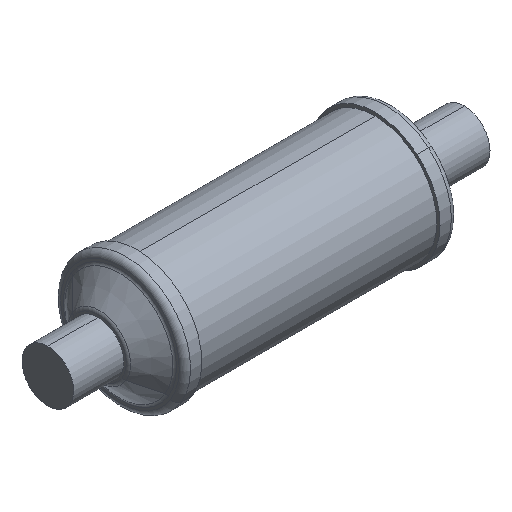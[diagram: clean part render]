
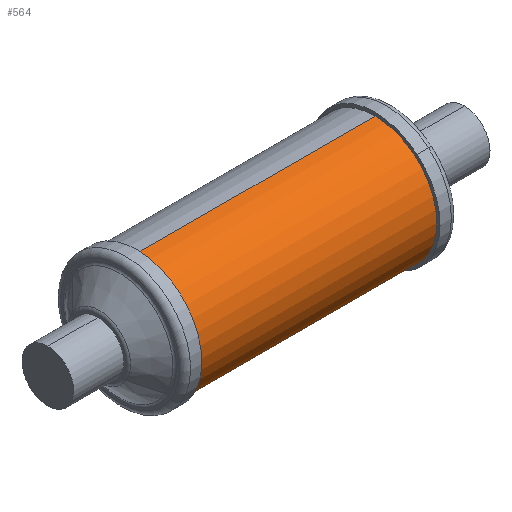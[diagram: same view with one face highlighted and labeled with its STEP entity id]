
A CAD part, isometric view. The second image highlights one B-rep face of the part: STEP entity #564.
In plain terms, the highlighted cylindrical face has radius 38.1 mm (diameter 76.2 mm), a partial arc.
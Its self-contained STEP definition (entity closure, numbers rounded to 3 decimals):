
#12 = ORIENTED_EDGE ( 'NONE', *, *, #361, .T. ) ;
#19 = DIRECTION ( 'NONE',  ( 0., 0., 1. ) ) ;
#84 = CARTESIAN_POINT ( 'NONE',  ( -74., 0., 0. ) ) ;
#121 = VERTEX_POINT ( 'NONE', #395 ) ;
#148 = VERTEX_POINT ( 'NONE', #313 ) ;
#158 = CARTESIAN_POINT ( 'NONE',  ( 82., 0., 38.1 ) ) ;
#171 = CARTESIAN_POINT ( 'NONE',  ( 73., 0., -38.1 ) ) ;
#196 = CARTESIAN_POINT ( 'NONE',  ( -74., 0., 38.1 ) ) ;
#205 = VERTEX_POINT ( 'NONE', #196 ) ;
#207 = DIRECTION ( 'NONE',  ( -1., 0., 0. ) ) ;
#214 = EDGE_CURVE ( 'NONE', #657, #148, #500, .T. ) ;
#259 = VECTOR ( 'NONE', #574, 1000. ) ;
#283 = DIRECTION ( 'NONE',  ( 0., 0., 1. ) ) ;
#286 = EDGE_CURVE ( 'NONE', #148, #205, #727, .T. ) ;
#289 = CIRCLE ( 'NONE', #834, 38.1 ) ;
#313 = CARTESIAN_POINT ( 'NONE',  ( -74., 0., -38.1 ) ) ;
#315 = DIRECTION ( 'NONE',  ( -1., 0., 0. ) ) ;
#356 = AXIS2_PLACEMENT_3D ( 'NONE', #84, #315, #19 ) ;
#361 = EDGE_CURVE ( 'NONE', #121, #205, #540, .T. ) ;
#395 = CARTESIAN_POINT ( 'NONE',  ( 73., 0., 38.1 ) ) ;
#424 = CYLINDRICAL_SURFACE ( 'NONE', #445, 38.1 ) ;
#445 = AXIS2_PLACEMENT_3D ( 'NONE', #875, #207, #283 ) ;
#500 = LINE ( 'NONE', #797, #259 ) ;
#510 = FACE_OUTER_BOUND ( 'NONE', #782, .T. ) ;
#525 = CARTESIAN_POINT ( 'NONE',  ( 73., 0., 0. ) ) ;
#540 = LINE ( 'NONE', #158, #742 ) ;
#564 = ADVANCED_FACE ( 'NONE', ( #510 ), #424, .T. ) ;
#574 = DIRECTION ( 'NONE',  ( -1., 0., 0. ) ) ;
#610 = DIRECTION ( 'NONE',  ( 1., 0., 0. ) ) ;
#657 = VERTEX_POINT ( 'NONE', #171 ) ;
#694 = DIRECTION ( 'NONE',  ( -1., 0., 0. ) ) ;
#727 = CIRCLE ( 'NONE', #356, 38.1 ) ;
#742 = VECTOR ( 'NONE', #694, 1000. ) ;
#782 = EDGE_LOOP ( 'NONE', ( #931, #866, #12, #826 ) ) ;
#797 = CARTESIAN_POINT ( 'NONE',  ( 82., 0., -38.1 ) ) ;
#813 = EDGE_CURVE ( 'NONE', #121, #657, #289, .T. ) ;
#826 = ORIENTED_EDGE ( 'NONE', *, *, #286, .F. ) ;
#834 = AXIS2_PLACEMENT_3D ( 'NONE', #525, #610, #906 ) ;
#866 = ORIENTED_EDGE ( 'NONE', *, *, #813, .F. ) ;
#875 = CARTESIAN_POINT ( 'NONE',  ( 82., 0., 0. ) ) ;
#906 = DIRECTION ( 'NONE',  ( 0., 0., -1. ) ) ;
#931 = ORIENTED_EDGE ( 'NONE', *, *, #214, .F. ) ;
